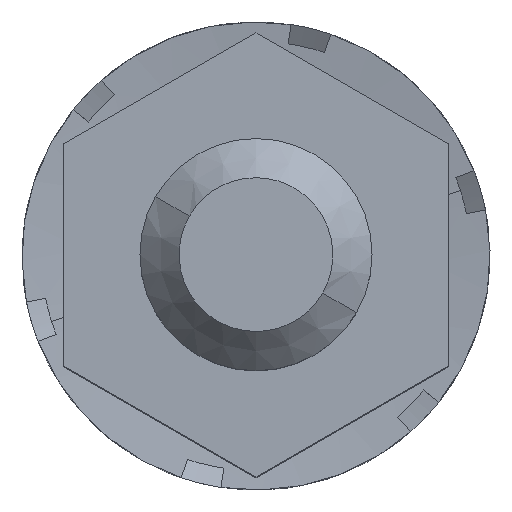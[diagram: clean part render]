
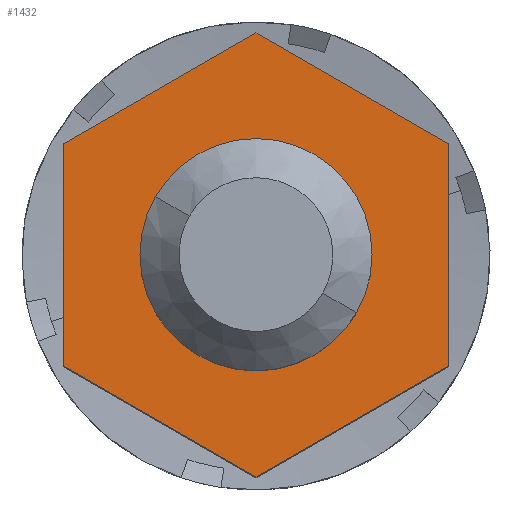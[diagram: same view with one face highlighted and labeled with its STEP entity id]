
A CAD part, top view. The second image highlights one B-rep face of the part: STEP entity #1432.
In plain terms, the highlighted planar face has unit normal (0, 0, 1).
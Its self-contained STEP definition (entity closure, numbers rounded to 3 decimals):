
#407=AXIS2_PLACEMENT_3D('Circle Axis2P3D',#405,#406,$) ;
#450=AXIS2_PLACEMENT_3D('Circle Axis2P3D',#448,#449,$) ;
#1380=AXIS2_PLACEMENT_3D('Plane Axis2P3D',#1377,#1378,#1379) ;
#388=CARTESIAN_POINT('Vertex',(8.791,4.625,37.6)) ;
#402=CARTESIAN_POINT('Vertex',(3.509,7.675,37.6)) ;
#405=CARTESIAN_POINT('Axis2P3D Location',(6.15,6.15,37.6)) ;
#448=CARTESIAN_POINT('Axis2P3D Location',(6.15,6.15,37.6)) ;
#1377=CARTESIAN_POINT('Axis2P3D Location',(6.15,6.15,37.6)) ;
#1382=CARTESIAN_POINT('Line Origine',(3.625,1.777,37.6)) ;
#1386=CARTESIAN_POINT('Vertex',(6.15,0.319,37.6)) ;
#1388=CARTESIAN_POINT('Vertex',(1.1,3.234,37.6)) ;
#1392=CARTESIAN_POINT('Control Point',(11.2,3.234,37.6)) ;
#1393=CARTESIAN_POINT('Control Point',(6.15,0.319,37.6)) ;
#1394=CARTESIAN_POINT('Vertex',(11.2,3.234,37.6)) ;
#1398=CARTESIAN_POINT('Control Point',(11.2,9.066,37.6)) ;
#1399=CARTESIAN_POINT('Control Point',(11.2,3.234,37.6)) ;
#1400=CARTESIAN_POINT('Vertex',(11.2,9.066,37.6)) ;
#1403=CARTESIAN_POINT('Line Origine',(8.675,10.523,37.6)) ;
#1407=CARTESIAN_POINT('Vertex',(6.15,11.981,37.6)) ;
#1411=CARTESIAN_POINT('Control Point',(1.1,9.066,37.6)) ;
#1412=CARTESIAN_POINT('Control Point',(6.15,11.981,37.6)) ;
#1413=CARTESIAN_POINT('Vertex',(1.1,9.066,37.6)) ;
#1417=CARTESIAN_POINT('Control Point',(1.1,3.234,37.6)) ;
#1418=CARTESIAN_POINT('Control Point',(1.1,9.066,37.6)) ;
#406=DIRECTION('Axis2P3D Direction',(0.,-0.,-1.)) ;
#449=DIRECTION('Axis2P3D Direction',(0.,-0.,-1.)) ;
#1378=DIRECTION('Axis2P3D Direction',(0.,0.,-1.)) ;
#1379=DIRECTION('Axis2P3D XDirection',(0.5,0.866,0.)) ;
#1383=DIRECTION('Vector Direction',(0.866,-0.5,0.)) ;
#1404=DIRECTION('Vector Direction',(0.866,-0.5,0.)) ;
#1384=VECTOR('Line Direction',#1383,1.) ;
#1405=VECTOR('Line Direction',#1404,1.) ;
#1421=ORIENTED_EDGE('',*,*,#1390,.F.) ;
#1422=ORIENTED_EDGE('',*,*,#1396,.F.) ;
#1423=ORIENTED_EDGE('',*,*,#1402,.F.) ;
#1424=ORIENTED_EDGE('',*,*,#1409,.F.) ;
#1425=ORIENTED_EDGE('',*,*,#1415,.F.) ;
#1426=ORIENTED_EDGE('',*,*,#1419,.F.) ;
#1429=ORIENTED_EDGE('',*,*,#452,.T.) ;
#1430=ORIENTED_EDGE('',*,*,#409,.T.) ;
#1431=FACE_BOUND('',#1428,.T.) ;
#1432=ADVANCED_FACE('Hauptk\X2\00F6\X0\rper',(#1427,#1431),#1381,.F.) ;
#1391=B_SPLINE_CURVE_WITH_KNOTS('',1,(#1392,#1393),.UNSPECIFIED.,.F.,.U.,(2,2),(-2.916,2.916),.UNSPECIFIED.) ;
#1397=B_SPLINE_CURVE_WITH_KNOTS('',1,(#1398,#1399),.UNSPECIFIED.,.F.,.U.,(2,2),(-2.916,2.916),.UNSPECIFIED.) ;
#1410=B_SPLINE_CURVE_WITH_KNOTS('',1,(#1411,#1412),.UNSPECIFIED.,.F.,.U.,(2,2),(-2.916,2.916),.UNSPECIFIED.) ;
#1416=B_SPLINE_CURVE_WITH_KNOTS('',1,(#1417,#1418),.UNSPECIFIED.,.F.,.U.,(2,2),(-2.916,2.916),.UNSPECIFIED.) ;
#408=CIRCLE('generated circle',#407,3.05) ;
#451=CIRCLE('generated circle',#450,3.05) ;
#409=EDGE_CURVE('',#389,#403,#408,.T.) ;
#452=EDGE_CURVE('',#403,#389,#451,.T.) ;
#1390=EDGE_CURVE('',#1387,#1389,#1385,.F.) ;
#1396=EDGE_CURVE('',#1395,#1387,#1391,.T.) ;
#1402=EDGE_CURVE('',#1401,#1395,#1397,.T.) ;
#1409=EDGE_CURVE('',#1408,#1401,#1406,.T.) ;
#1415=EDGE_CURVE('',#1414,#1408,#1410,.T.) ;
#1419=EDGE_CURVE('',#1389,#1414,#1416,.T.) ;
#1420=EDGE_LOOP('',(#1421,#1422,#1423,#1424,#1425,#1426)) ;
#1428=EDGE_LOOP('',(#1429,#1430)) ;
#1427=FACE_OUTER_BOUND('',#1420,.T.) ;
#1385=LINE('Line',#1382,#1384) ;
#1406=LINE('Line',#1403,#1405) ;
#1381=PLANE('',#1380) ;
#389=VERTEX_POINT('',#388) ;
#403=VERTEX_POINT('',#402) ;
#1387=VERTEX_POINT('',#1386) ;
#1389=VERTEX_POINT('',#1388) ;
#1395=VERTEX_POINT('',#1394) ;
#1401=VERTEX_POINT('',#1400) ;
#1408=VERTEX_POINT('',#1407) ;
#1414=VERTEX_POINT('',#1413) ;
